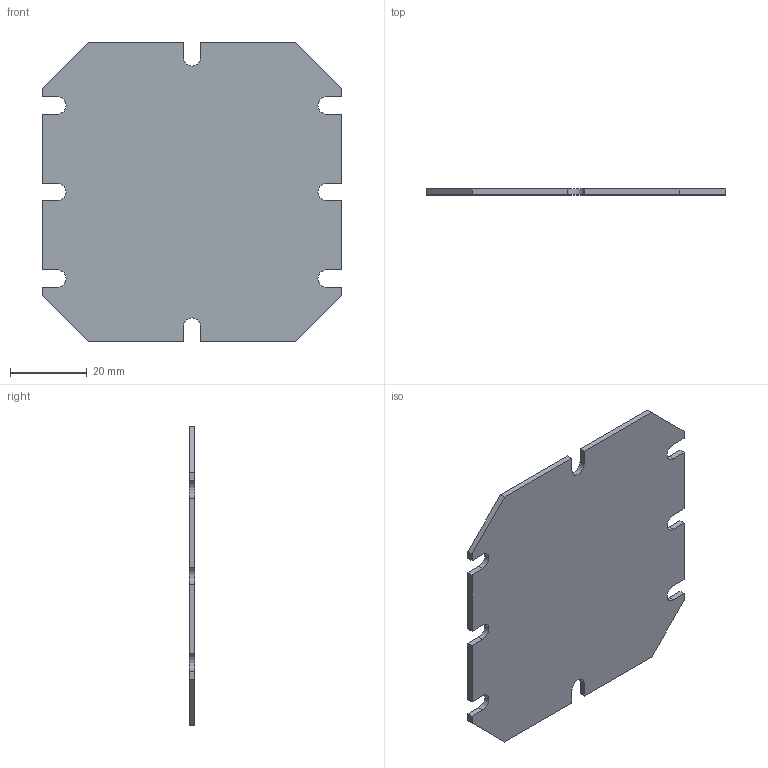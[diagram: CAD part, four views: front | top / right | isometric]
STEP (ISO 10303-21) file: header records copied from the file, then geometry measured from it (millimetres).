
FILE_DESCRIPTION((''),'2;1');
FILE_NAME('SMP1010_','2009-02-03T',('pavel_leivo'),(''),'PRO/ENGINEER BY PARAMETRIC TECHNOLOGY CORPORATION, 2008250','PRO/ENGINEER BY PARAMETRIC TECHNOLOGY CORPORATION, 2008250','');
FILE_SCHEMA(('AUTOMOTIVE_DESIGN_CC2 { 1 2 10303 214 -1 1 5 2 }'));
Length unit declared in the file: millimetre
Products named in the file (1): SMP1010_
Bounding box: 78 x 1.5 x 78 mm (x, y, z)
Volume: 8382.6 mm3; surface area: 11729.4 mm2
Topology: 1 solids, 1 shells, 42 faces, 120 edges, 80 vertices
Faces by surface type: plane 34, cylinder 8
Entity records: 1573 total; most frequent: CARTESIAN_POINT 242, ORIENTED_EDGE 240, DIRECTION 220, COLOUR_RGB 200, EDGE_CURVE 120, VECTOR 104, LINE 104, VERTEX_POINT 80
